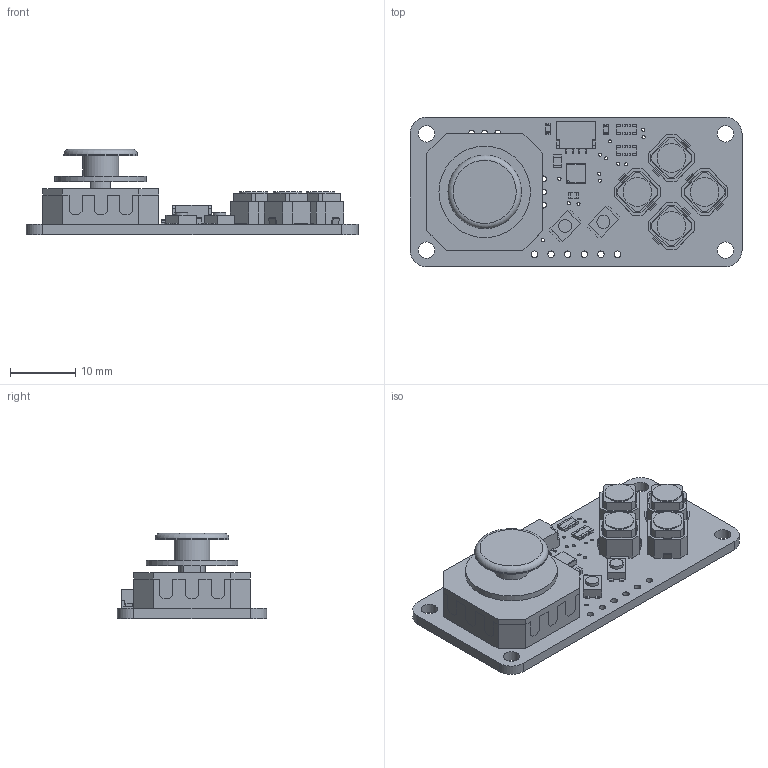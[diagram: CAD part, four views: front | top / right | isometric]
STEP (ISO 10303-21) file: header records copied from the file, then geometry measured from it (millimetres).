
FILE_DESCRIPTION(/* description */ (''),/* implementation_level */ '2;1');
FILE_NAME(/* name */ 'PCB Component.step',/* time_stamp */ '2024-03-13T12:01:59-04:00',/* author */ (''),/* organization */ (''),/* preprocessor_version */ 'ST-DEVELOPER v20',/* originating_system */ 'Autodesk Translation Framework v12.20.1.177',/* authorisation */ '');
FILE_SCHEMA (('AUTOMOTIVE_DESIGN { 1 0 10303 214 3 1 1 }'));
Length unit declared in the file: millimetre
Products named in the file (11): PCB Component; Board; KMR2; 0.1uF; 10K Pack; STEMMA_I2C_QT; Red; 10uF; ATTINY8X6_QFN; SJ_BUTTON; JOYSTICK_ANALOG_XY
Assembly tree (16 placements, depth 2):
  PCB Component
    Board
    KMR2  x2
    0.1uF
    10K Pack  x2
    STEMMA_I2C_QT
    Red  x2
    10uF
    ATTINY8X6_QFN
    SJ_BUTTON  x4
    JOYSTICK_ANALOG_XY
Bounding box: 50.8 x 22.86 x 13.07 mm (x, y, z)
Volume: 4257.7 mm3; surface area: 6788.8 mm2
Topology: 57 solids, 57 shells, 1096 faces, 2837 edges, 1889 vertices
Faces by surface type: plane 972, cylinder 102, torus 13, bspline 8, cone 1
Full cylindrical faces by diameter (mm): 0.3 x1, 0.483 x22, 0.5 x14, 0.9 x6, 1 x6, 1.6 x2, 2 x2, 2.5 x4, 4.4 x4, 5.5 x1, 8 x2, 11.25 x1, 14 x1
Entity records: 23457 total; most frequent: CARTESIAN_POINT 4075, ORIENTED_EDGE 3880, DIRECTION 3675, EDGE_CURVE 1940, LINE 1749, VECTOR 1749, VERTEX_POINT 1291, AXIS2_PLACEMENT_3D 963
